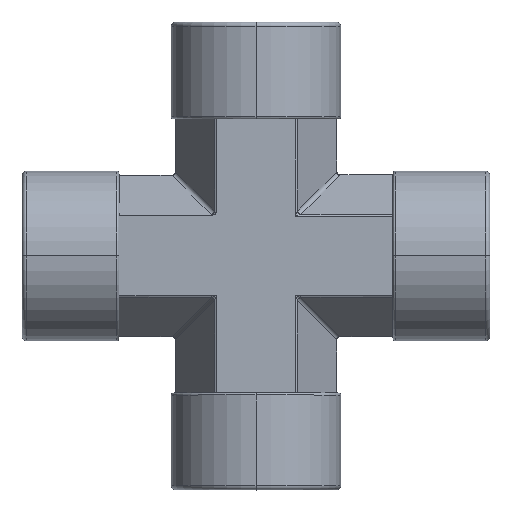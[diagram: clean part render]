
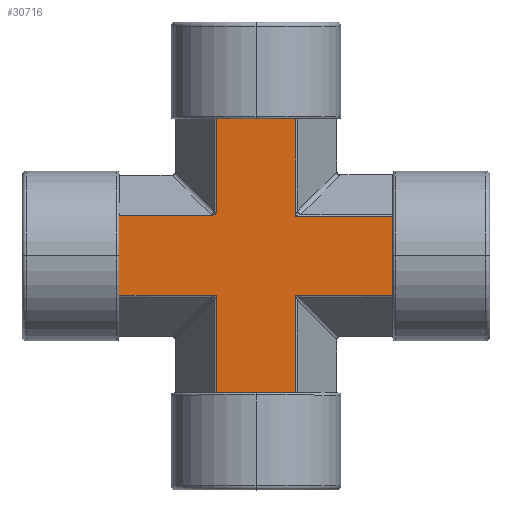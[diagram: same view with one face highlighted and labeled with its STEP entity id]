
A CAD part, top view. The second image highlights one B-rep face of the part: STEP entity #30716.
In plain terms, the highlighted planar face has unit normal (0, 0, 1).
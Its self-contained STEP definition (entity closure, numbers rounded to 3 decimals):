
#12253=CARTESIAN_POINT('',(-5.466,5.052,
8.75));
#12258=DIRECTION('',(-1.,0.,0.));
#12259=VECTOR('',#12258,11.484);
#12260=CARTESIAN_POINT('',(-5.466,5.052,
8.75));
#12261=LINE('',#12260,#12259);
#12467=CARTESIAN_POINT('',(-16.95,5.052,8.75));
#12468=CARTESIAN_POINT('',(-16.959,5.052,8.75));
#12469=CARTESIAN_POINT('',(-16.972,5.056,8.75));
#12470=CARTESIAN_POINT('',(-16.992,5.073,8.75));
#12471=CARTESIAN_POINT('',(-17.,5.092,8.75));
#12472=CARTESIAN_POINT('',(-17.,5.11,8.75));
#12508=DIRECTION('',(0.,1.,0.));
#12509=VECTOR('',#12508,12.043);
#12510=CARTESIAN_POINT('',(-4.907,-16.95,8.75));
#12511=LINE('',#12510,#12509);
#12515=DIRECTION('',(1.,0.,0.));
#12516=VECTOR('',#12515,12.093);
#12517=CARTESIAN_POINT('',(-17.,-4.907,8.75));
#12518=LINE('',#12517,#12516);
#12522=DIRECTION('',(0.,1.,0.));
#12523=VECTOR('',#12522,10.017);
#12524=CARTESIAN_POINT('',(-17.,-4.907,8.75));
#12525=LINE('',#12524,#12523);
#12529=DIRECTION('',(0.,-1.,0.));
#12530=VECTOR('',#12529,11.66);
#12531=CARTESIAN_POINT('',(-4.907,17.,8.75));
#12532=LINE('',#12531,#12530);
#12536=DIRECTION('',(-1.,0.,0.));
#12537=VECTOR('',#12536,9.815);
#12538=CARTESIAN_POINT('',(4.907,17.,8.75));
#12539=LINE('',#12538,#12537);
#12543=DIRECTION('',(0.,-1.,0.));
#12544=VECTOR('',#12543,12.093);
#12545=CARTESIAN_POINT('',(4.907,17.,8.75));
#12546=LINE('',#12545,#12544);
#12550=DIRECTION('',(1.,0.,0.));
#12551=VECTOR('',#12550,12.043);
#12552=CARTESIAN_POINT('',(4.907,4.907,8.75));
#12553=LINE('',#12552,#12551);
#12557=DIRECTION('',(0.,-1.,0.));
#12558=VECTOR('',#12557,9.815);
#12559=CARTESIAN_POINT('',(16.95,4.907,8.75));
#12560=LINE('',#12559,#12558);
#12564=DIRECTION('',(-1.,0.,0.));
#12565=VECTOR('',#12564,12.043);
#12566=CARTESIAN_POINT('',(16.95,-4.907,8.75));
#12567=LINE('',#12566,#12565);
#12571=DIRECTION('',(0.,1.,0.));
#12572=VECTOR('',#12571,12.043);
#12573=CARTESIAN_POINT('',(4.907,-16.95,8.75));
#12574=LINE('',#12573,#12572);
#12578=DIRECTION('',(-1.,0.,0.));
#12579=VECTOR('',#12578,9.815);
#12580=CARTESIAN_POINT('',(4.907,-16.95,8.75));
#12581=LINE('',#12580,#12579);
#12595=CARTESIAN_POINT('',(-4.907,-4.907,8.75));
#17154=CARTESIAN_POINT('',(4.907,-4.907,8.75));
#17473=CARTESIAN_POINT('',(-4.907,5.34,
8.75));
#17474=CARTESIAN_POINT('',(-4.917,5.327,
8.75));
#17475=CARTESIAN_POINT('',(-4.938,5.299,
8.75));
#17476=CARTESIAN_POINT('',(-4.976,5.257,
8.75));
#17477=CARTESIAN_POINT('',(-5.019,5.216,
8.75));
#17478=CARTESIAN_POINT('',(-5.066,5.179,
8.75));
#17479=CARTESIAN_POINT('',(-5.117,5.146,
8.75));
#17480=CARTESIAN_POINT('',(-5.17,5.118,
8.75));
#17481=CARTESIAN_POINT('',(-5.226,5.094,
8.75));
#17482=CARTESIAN_POINT('',(-5.284,5.075,
8.75));
#17483=CARTESIAN_POINT('',(-5.344,5.062,
8.75));
#17484=CARTESIAN_POINT('',(-5.405,5.054,
8.75));
#17485=CARTESIAN_POINT('',(-5.446,5.052,
8.75));
#17486=CARTESIAN_POINT('',(-5.466,5.052,
8.75));
#17506=CARTESIAN_POINT('',(-4.907,5.34,
8.75));
#20410=CARTESIAN_POINT('',(16.95,4.907,8.75));
#20411=CARTESIAN_POINT('',(16.95,-4.907,8.75));
#20412=VERTEX_POINT('',#20410);
#20413=VERTEX_POINT('',#20411);
#20442=CARTESIAN_POINT('',(4.907,-16.95,8.75));
#20443=CARTESIAN_POINT('',(-4.907,-16.95,8.75));
#20444=VERTEX_POINT('',#20442);
#20445=VERTEX_POINT('',#20443);
#20501=VERTEX_POINT('',#17154);
#20523=VERTEX_POINT('',#12595);
#20532=CARTESIAN_POINT('',(-17.,-4.907,8.75));
#20534=VERTEX_POINT('',#20532);
#20656=CARTESIAN_POINT('',(4.907,4.907,8.75));
#20657=VERTEX_POINT('',#20656);
#20658=CARTESIAN_POINT('',(4.907,17.,8.75));
#20659=CARTESIAN_POINT('',(-4.907,17.,8.75));
#20660=VERTEX_POINT('',#20658);
#20661=VERTEX_POINT('',#20659);
#20666=VERTEX_POINT('',#12253);
#20667=VERTEX_POINT('',#17506);
#20696=VERTEX_POINT('',#12467);
#20697=VERTEX_POINT('',#12472);
#30684=CARTESIAN_POINT('',(0.,5.052,8.75));
#30685=DIRECTION('',(0.,0.,1.));
#30686=DIRECTION('',(0.,-1.,0.));
#30687=AXIS2_PLACEMENT_3D('',#30684,#30685,#30686);
#30688=PLANE('',#30687);
#30690=ORIENTED_EDGE('',*,*,#30689,.T.);
#30692=ORIENTED_EDGE('',*,*,#30691,.F.);
#30694=ORIENTED_EDGE('',*,*,#30693,.T.);
#30695=ORIENTED_EDGE('',*,*,#30676,.F.);
#30696=ORIENTED_EDGE('',*,*,#30386,.F.);
#30698=ORIENTED_EDGE('',*,*,#30697,.F.);
#30700=ORIENTED_EDGE('',*,*,#30699,.F.);
#30701=ORIENTED_EDGE('',*,*,#29884,.F.);
#30703=ORIENTED_EDGE('',*,*,#30702,.T.);
#30705=ORIENTED_EDGE('',*,*,#30704,.T.);
#30707=ORIENTED_EDGE('',*,*,#30706,.T.);
#30709=ORIENTED_EDGE('',*,*,#30708,.T.);
#30711=ORIENTED_EDGE('',*,*,#30710,.F.);
#30713=ORIENTED_EDGE('',*,*,#30712,.T.);
#30714=EDGE_LOOP('',(#30690,#30692,#30694,#30695,#30696,#30698,#30700,#30701,
#30703,#30705,#30707,#30709,#30711,#30713));
#30715=FACE_OUTER_BOUND('',#30714,.F.);
#12473=B_SPLINE_CURVE_WITH_KNOTS('',3,(#12467,#12468,#12469,#12470,#12471,
#12472),.UNSPECIFIED.,.F.,.F.,(4,1,1,4),(0.,0.25,0.5,1.),.UNSPECIFIED.);
#17487=B_SPLINE_CURVE_WITH_KNOTS('',3,(#17473,#17474,#17475,#17476,#17477,
#17478,#17479,#17480,#17481,#17482,#17483,#17484,#17485,#17486),.UNSPECIFIED.,
.F.,.F.,(4,1,1,1,1,1,1,1,1,1,1,4),(0.,0.091,0.182,
0.273,0.364,0.455,0.545,
0.636,0.727,0.818,0.909,1.),
.UNSPECIFIED.);
#29884=EDGE_CURVE('',#20660,#20661,#12539,.T.);
#30386=EDGE_CURVE('',#20666,#20696,#12261,.T.);
#30676=EDGE_CURVE('',#20696,#20697,#12473,.T.);
#30689=EDGE_CURVE('',#20445,#20523,#12511,.T.);
#30691=EDGE_CURVE('',#20534,#20523,#12518,.T.);
#30693=EDGE_CURVE('',#20534,#20697,#12525,.T.);
#30697=EDGE_CURVE('',#20667,#20666,#17487,.T.);
#30699=EDGE_CURVE('',#20661,#20667,#12532,.T.);
#30702=EDGE_CURVE('',#20660,#20657,#12546,.T.);
#30704=EDGE_CURVE('',#20657,#20412,#12553,.T.);
#30706=EDGE_CURVE('',#20412,#20413,#12560,.T.);
#30708=EDGE_CURVE('',#20413,#20501,#12567,.T.);
#30710=EDGE_CURVE('',#20444,#20501,#12574,.T.);
#30712=EDGE_CURVE('',#20444,#20445,#12581,.T.);
#30716=ADVANCED_FACE('',(#30715),#30688,.T.);
